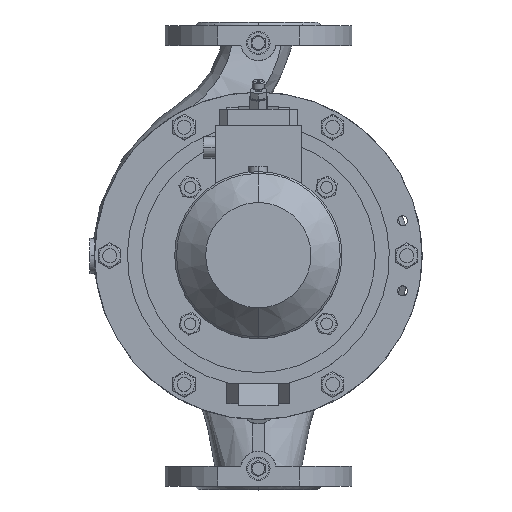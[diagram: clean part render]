
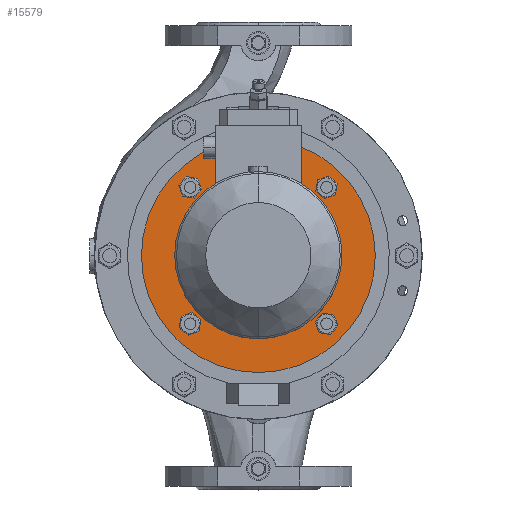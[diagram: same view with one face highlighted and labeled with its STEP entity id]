
A CAD part, top view. The second image highlights one B-rep face of the part: STEP entity #15579.
In plain terms, the highlighted planar face has unit normal (0, 0, 1).
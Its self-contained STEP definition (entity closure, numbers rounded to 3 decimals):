
#163 = AXIS2_PLACEMENT_3D ( 'NONE', #13177, #1941, #9979 ) ;
#227 = DIRECTION ( 'NONE',  ( 0., 0., -1. ) ) ;
#470 = EDGE_LOOP ( 'NONE', ( #18878, #12113 ) ) ;
#564 = ORIENTED_EDGE ( 'NONE', *, *, #34010, .T. ) ;
#1568 = CARTESIAN_POINT ( 'NONE',  ( 58.336, -58.336, 172. ) ) ;
#1941 = DIRECTION ( 'NONE',  ( 0., 0., -1. ) ) ;
#2031 = ORIENTED_EDGE ( 'NONE', *, *, #13902, .F. ) ;
#2155 = DIRECTION ( 'NONE',  ( 0., 0., -1. ) ) ;
#2183 = CARTESIAN_POINT ( 'NONE',  ( 0., 0., 172. ) ) ;
#2396 = CIRCLE ( 'NONE', #5308, 8.075 ) ;
#2677 = DIRECTION ( 'NONE',  ( 0., 0., -1. ) ) ;
#2834 = CIRCLE ( 'NONE', #8700, 100. ) ;
#3575 = AXIS2_PLACEMENT_3D ( 'NONE', #11996, #33753, #12115 ) ;
#4262 = AXIS2_PLACEMENT_3D ( 'NONE', #35215, #2677, #24381 ) ;
#5308 = AXIS2_PLACEMENT_3D ( 'NONE', #1568, #18161, #15302 ) ;
#5596 = CARTESIAN_POINT ( 'NONE',  ( -59.739, -66.289, 172. ) ) ;
#5599 = CARTESIAN_POINT ( 'NONE',  ( -66.289, 59.739, 172. ) ) ;
#5619 = DIRECTION ( 'NONE',  ( 0., -1., 0. ) ) ;
#5845 = CIRCLE ( 'NONE', #3575, 70. ) ;
#6365 = CIRCLE ( 'NONE', #22373, 100. ) ;
#6756 = AXIS2_PLACEMENT_3D ( 'NONE', #8738, #8961, #13952 ) ;
#6961 = FACE_BOUND ( 'NONE', #29708, .T. ) ;
#7166 = VERTEX_POINT ( 'NONE', #5599 ) ;
#7338 = VERTEX_POINT ( 'NONE', #31063 ) ;
#7497 = VERTEX_POINT ( 'NONE', #12752 ) ;
#7888 = DIRECTION ( 'NONE',  ( 0., -1., 0. ) ) ;
#8700 = AXIS2_PLACEMENT_3D ( 'NONE', #28916, #29030, #29152 ) ;
#8738 = CARTESIAN_POINT ( 'NONE',  ( -58.336, -58.336, 172. ) ) ;
#8961 = DIRECTION ( 'NONE',  ( 0., 0., -1. ) ) ;
#9076 = EDGE_CURVE ( 'NONE', #7166, #21317, #17527, .T. ) ;
#9391 = CARTESIAN_POINT ( 'NONE',  ( 0., -70., 172. ) ) ;
#9492 = FACE_BOUND ( 'NONE', #22440, .T. ) ;
#9979 = DIRECTION ( 'NONE',  ( 0., -1., 0. ) ) ;
#10372 = EDGE_CURVE ( 'NONE', #17763, #34415, #34890, .T. ) ;
#10426 = DIRECTION ( 'NONE',  ( 0., -1., 0. ) ) ;
#10466 = DIRECTION ( 'NONE',  ( 0., 0., -1. ) ) ;
#11180 = FACE_OUTER_BOUND ( 'NONE', #12742, .T. ) ;
#11813 = EDGE_CURVE ( 'NONE', #34415, #17763, #17760, .T. ) ;
#11996 = CARTESIAN_POINT ( 'NONE',  ( 0., 0., 172. ) ) ;
#12113 = ORIENTED_EDGE ( 'NONE', *, *, #15626, .T. ) ;
#12115 = DIRECTION ( 'NONE',  ( 0., 1., 0. ) ) ;
#12508 = CARTESIAN_POINT ( 'NONE',  ( 0., 70., 172. ) ) ;
#12742 = EDGE_LOOP ( 'NONE', ( #2031, #29643 ) ) ;
#12752 = CARTESIAN_POINT ( 'NONE',  ( 50.384, -56.934, 172. ) ) ;
#13177 = CARTESIAN_POINT ( 'NONE',  ( -58.336, 58.336, 172. ) ) ;
#13419 = CIRCLE ( 'NONE', #28791, 8.075 ) ;
#13518 = EDGE_CURVE ( 'NONE', #23937, #7497, #2396, .T. ) ;
#13615 = DIRECTION ( 'NONE',  ( 0., -1., 0. ) ) ;
#13739 = CARTESIAN_POINT ( 'NONE',  ( 58.336, 58.336, 172. ) ) ;
#13902 = EDGE_CURVE ( 'NONE', #18899, #26928, #2834, .T. ) ;
#13912 = VERTEX_POINT ( 'NONE', #12508 ) ;
#13952 = DIRECTION ( 'NONE',  ( 0., -1., 0. ) ) ;
#15006 = CARTESIAN_POINT ( 'NONE',  ( 0., -100., 172. ) ) ;
#15302 = DIRECTION ( 'NONE',  ( 0., -1., 0. ) ) ;
#15479 = CARTESIAN_POINT ( 'NONE',  ( 59.739, 66.289, 172. ) ) ;
#15556 = AXIS2_PLACEMENT_3D ( 'NONE', #30248, #30134, #13615 ) ;
#15576 = CIRCLE ( 'NONE', #19449, 8.075 ) ;
#15579 = ADVANCED_FACE ( 'NONE', ( #29052, #18415, #9492, #6961, #15860, #11180 ), #21932, .T. ) ;
#15626 = EDGE_CURVE ( 'NONE', #33330, #13912, #20106, .T. ) ;
#15860 = FACE_BOUND ( 'NONE', #470, .T. ) ;
#16117 = EDGE_LOOP ( 'NONE', ( #27531, #17014 ) ) ;
#16354 = DIRECTION ( 'NONE',  ( 0., 1., 0. ) ) ;
#17014 = ORIENTED_EDGE ( 'NONE', *, *, #13518, .T. ) ;
#17527 = CIRCLE ( 'NONE', #163, 8.075 ) ;
#17760 = CIRCLE ( 'NONE', #28403, 8.075 ) ;
#17763 = VERTEX_POINT ( 'NONE', #35147 ) ;
#18161 = DIRECTION ( 'NONE',  ( 0., 0., -1. ) ) ;
#18415 = FACE_BOUND ( 'NONE', #16117, .T. ) ;
#18472 = VERTEX_POINT ( 'NONE', #5596 ) ;
#18846 = CIRCLE ( 'NONE', #6756, 8.075 ) ;
#18878 = ORIENTED_EDGE ( 'NONE', *, *, #25605, .T. ) ;
#18899 = VERTEX_POINT ( 'NONE', #26885 ) ;
#18964 = CARTESIAN_POINT ( 'NONE',  ( -50.384, 56.934, 172. ) ) ;
#19288 = AXIS2_PLACEMENT_3D ( 'NONE', #26735, #34969, #7888 ) ;
#19449 = AXIS2_PLACEMENT_3D ( 'NONE', #20977, #2155, #10426 ) ;
#19648 = AXIS2_PLACEMENT_3D ( 'NONE', #27758, #227, #16354 ) ;
#20106 = CIRCLE ( 'NONE', #19648, 70. ) ;
#20977 = CARTESIAN_POINT ( 'NONE',  ( -58.336, 58.336, 172. ) ) ;
#21317 = VERTEX_POINT ( 'NONE', #18964 ) ;
#21380 = ORIENTED_EDGE ( 'NONE', *, *, #25445, .T. ) ;
#21451 = ORIENTED_EDGE ( 'NONE', *, *, #9076, .T. ) ;
#21932 = PLANE ( 'NONE',  #15556 ) ;
#22015 = EDGE_CURVE ( 'NONE', #26928, #18899, #6365, .T. ) ;
#22373 = AXIS2_PLACEMENT_3D ( 'NONE', #2183, #10466, #32084 ) ;
#22440 = EDGE_LOOP ( 'NONE', ( #21380, #564 ) ) ;
#22808 = CARTESIAN_POINT ( 'NONE',  ( 66.289, -59.739, 172. ) ) ;
#22990 = ORIENTED_EDGE ( 'NONE', *, *, #10372, .T. ) ;
#23388 = ORIENTED_EDGE ( 'NONE', *, *, #11813, .T. ) ;
#23937 = VERTEX_POINT ( 'NONE', #22808 ) ;
#24019 = EDGE_CURVE ( 'NONE', #7497, #23937, #13419, .T. ) ;
#24208 = EDGE_CURVE ( 'NONE', #21317, #7166, #15576, .T. ) ;
#24381 = DIRECTION ( 'NONE',  ( 0., -1., 0. ) ) ;
#25161 = DIRECTION ( 'NONE',  ( 0., -1., 0. ) ) ;
#25445 = EDGE_CURVE ( 'NONE', #7338, #18472, #30021, .T. ) ;
#25517 = EDGE_LOOP ( 'NONE', ( #22990, #23388 ) ) ;
#25601 = ORIENTED_EDGE ( 'NONE', *, *, #24208, .T. ) ;
#25605 = EDGE_CURVE ( 'NONE', #13912, #33330, #5845, .T. ) ;
#26735 = CARTESIAN_POINT ( 'NONE',  ( 58.336, 58.336, 172. ) ) ;
#26885 = CARTESIAN_POINT ( 'NONE',  ( 0., 100., 172. ) ) ;
#26928 = VERTEX_POINT ( 'NONE', #15006 ) ;
#27531 = ORIENTED_EDGE ( 'NONE', *, *, #24019, .T. ) ;
#27758 = CARTESIAN_POINT ( 'NONE',  ( 0., 0., 172. ) ) ;
#28264 = DIRECTION ( 'NONE',  ( 0., 0., -1. ) ) ;
#28403 = AXIS2_PLACEMENT_3D ( 'NONE', #13739, #32771, #5619 ) ;
#28791 = AXIS2_PLACEMENT_3D ( 'NONE', #30515, #28264, #25161 ) ;
#28916 = CARTESIAN_POINT ( 'NONE',  ( 0., 0., 172. ) ) ;
#29030 = DIRECTION ( 'NONE',  ( 0., 0., -1. ) ) ;
#29052 = FACE_BOUND ( 'NONE', #25517, .T. ) ;
#29152 = DIRECTION ( 'NONE',  ( 0., 1., 0. ) ) ;
#29643 = ORIENTED_EDGE ( 'NONE', *, *, #22015, .F. ) ;
#29708 = EDGE_LOOP ( 'NONE', ( #25601, #21451 ) ) ;
#30021 = CIRCLE ( 'NONE', #4262, 8.075 ) ;
#30134 = DIRECTION ( 'NONE',  ( 0., 0., 1. ) ) ;
#30248 = CARTESIAN_POINT ( 'NONE',  ( 0., 100., 172. ) ) ;
#30515 = CARTESIAN_POINT ( 'NONE',  ( 58.336, -58.336, 172. ) ) ;
#31063 = CARTESIAN_POINT ( 'NONE',  ( -56.934, -50.384, 172. ) ) ;
#32084 = DIRECTION ( 'NONE',  ( 0., 1., 0. ) ) ;
#32771 = DIRECTION ( 'NONE',  ( 0., 0., -1. ) ) ;
#33330 = VERTEX_POINT ( 'NONE', #9391 ) ;
#33753 = DIRECTION ( 'NONE',  ( 0., 0., -1. ) ) ;
#34010 = EDGE_CURVE ( 'NONE', #18472, #7338, #18846, .T. ) ;
#34415 = VERTEX_POINT ( 'NONE', #15479 ) ;
#34890 = CIRCLE ( 'NONE', #19288, 8.075 ) ;
#34969 = DIRECTION ( 'NONE',  ( 0., 0., -1. ) ) ;
#35147 = CARTESIAN_POINT ( 'NONE',  ( 56.934, 50.384, 172. ) ) ;
#35215 = CARTESIAN_POINT ( 'NONE',  ( -58.336, -58.336, 172. ) ) ;
